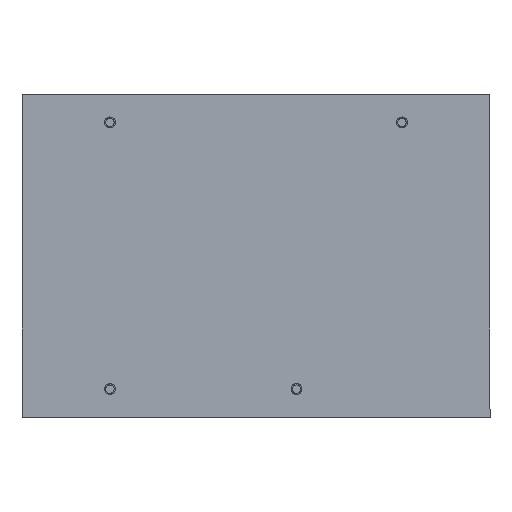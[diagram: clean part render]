
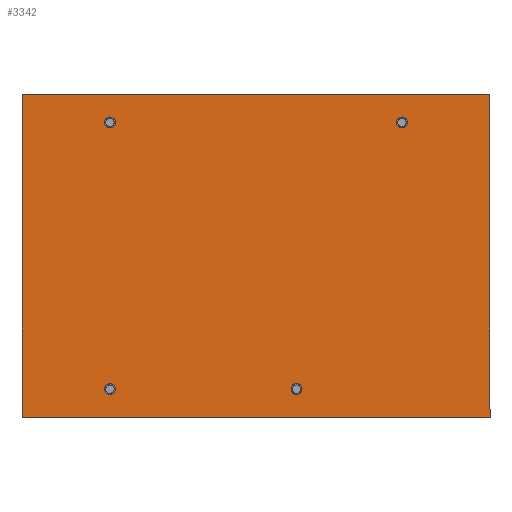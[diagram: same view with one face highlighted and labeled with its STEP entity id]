
A CAD part, top view. The second image highlights one B-rep face of the part: STEP entity #3342.
In plain terms, the highlighted planar face has unit normal (0, 0, 1).
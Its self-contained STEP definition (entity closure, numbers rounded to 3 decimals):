
#74=FACE_BOUND('',#539,.T.);
#75=FACE_BOUND('',#540,.T.);
#76=FACE_BOUND('',#541,.T.);
#77=FACE_BOUND('',#542,.T.);
#156=PLANE('',#3615);
#315=FACE_OUTER_BOUND('',#538,.T.);
#538=EDGE_LOOP('',(#2541,#2542,#2543,#2544));
#539=EDGE_LOOP('',(#2545));
#540=EDGE_LOOP('',(#2546));
#541=EDGE_LOOP('',(#2547));
#542=EDGE_LOOP('',(#2548));
#797=LINE('',#4999,#1156);
#799=LINE('',#5003,#1158);
#801=LINE('',#5007,#1160);
#803=LINE('',#5010,#1162);
#1156=VECTOR('',#4064,10.);
#1158=VECTOR('',#4068,10.);
#1160=VECTOR('',#4072,10.);
#1162=VECTOR('',#4076,10.);
#1488=CIRCLE('',#3590,1.55);
#1490=CIRCLE('',#3593,1.55);
#1492=CIRCLE('',#3596,1.55);
#1494=CIRCLE('',#3599,1.55);
#1598=VERTEX_POINT('',#4914);
#1600=VERTEX_POINT('',#4920);
#1602=VERTEX_POINT('',#4926);
#1604=VERTEX_POINT('',#4932);
#1626=VERTEX_POINT('',#4996);
#1627=VERTEX_POINT('',#4998);
#1628=VERTEX_POINT('',#5002);
#1629=VERTEX_POINT('',#5006);
#1926=EDGE_CURVE('',#1598,#1598,#1488,.T.);
#1929=EDGE_CURVE('',#1600,#1600,#1490,.T.);
#1932=EDGE_CURVE('',#1602,#1602,#1492,.T.);
#1935=EDGE_CURVE('',#1604,#1604,#1494,.T.);
#1967=EDGE_CURVE('',#1627,#1626,#797,.T.);
#1969=EDGE_CURVE('',#1628,#1627,#799,.T.);
#1971=EDGE_CURVE('',#1629,#1628,#801,.T.);
#1973=EDGE_CURVE('',#1626,#1629,#803,.T.);
#2541=ORIENTED_EDGE('',*,*,#1973,.T.);
#2542=ORIENTED_EDGE('',*,*,#1971,.T.);
#2543=ORIENTED_EDGE('',*,*,#1969,.T.);
#2544=ORIENTED_EDGE('',*,*,#1967,.T.);
#2545=ORIENTED_EDGE('',*,*,#1926,.T.);
#2546=ORIENTED_EDGE('',*,*,#1929,.T.);
#2547=ORIENTED_EDGE('',*,*,#1932,.T.);
#2548=ORIENTED_EDGE('',*,*,#1935,.T.);
#3342=ADVANCED_FACE('',(#315,#74,#75,#76,#77),#156,.T.);
#3590=AXIS2_PLACEMENT_3D('',#4915,#3987,#3988);
#3593=AXIS2_PLACEMENT_3D('',#4921,#3994,#3995);
#3596=AXIS2_PLACEMENT_3D('',#4927,#4001,#4002);
#3599=AXIS2_PLACEMENT_3D('',#4933,#4008,#4009);
#3615=AXIS2_PLACEMENT_3D('',#5011,#4077,#4078);
#3987=DIRECTION('center_axis',(0.,0.,
-1.));
#3988=DIRECTION('ref_axis',(1.,0.017,0.));
#3994=DIRECTION('center_axis',(0.,0.,
-1.));
#3995=DIRECTION('ref_axis',(1.,0.017,0.));
#4001=DIRECTION('center_axis',(0.,0.,
-1.));
#4002=DIRECTION('ref_axis',(1.,0.017,0.));
#4008=DIRECTION('center_axis',(0.,0.,
-1.));
#4009=DIRECTION('ref_axis',(1.,0.017,0.));
#4064=DIRECTION('',(1.,0.017,0.));
#4068=DIRECTION('',(0.017,-1.,0.));
#4072=DIRECTION('',(-1.,-0.017,0.));
#4076=DIRECTION('',(-0.017,1.,0.));
#4077=DIRECTION('center_axis',(0.,0.,
1.));
#4078=DIRECTION('ref_axis',(1.,0.017,0.));
#4914=CARTESIAN_POINT('',(4.564,108.096,3.));
#4915=CARTESIAN_POINT('Origin',(6.114,108.123,3.));
#4920=CARTESIAN_POINT('',(81.801,26.412,3.));
#4921=CARTESIAN_POINT('Origin',(83.351,26.439,3.));
#4926=CARTESIAN_POINT('',(80.876,79.424,3.));
#4927=CARTESIAN_POINT('Origin',(82.426,79.451,3.));
#4932=CARTESIAN_POINT('',(6.013,25.089,3.));
#4933=CARTESIAN_POINT('Origin',(7.563,25.117,3.));
#4996=CARTESIAN_POINT('',(91.786,1.602,3.));
#4998=CARTESIAN_POINT('',(0.,0.,3.));
#4999=CARTESIAN_POINT('',(0.,0.,3.));
#5002=CARTESIAN_POINT('',(-2.321,132.98,3.));
#5003=CARTESIAN_POINT('',(-2.321,132.98,3.));
#5006=CARTESIAN_POINT('',(89.465,134.582,3.));
#5007=CARTESIAN_POINT('',(89.465,134.582,3.));
#5010=CARTESIAN_POINT('',(91.786,1.602,3.));
#5011=CARTESIAN_POINT('Origin',(44.732,67.291,3.));
